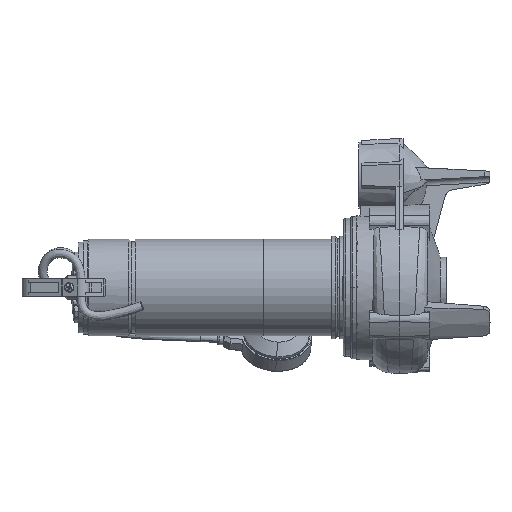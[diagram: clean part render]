
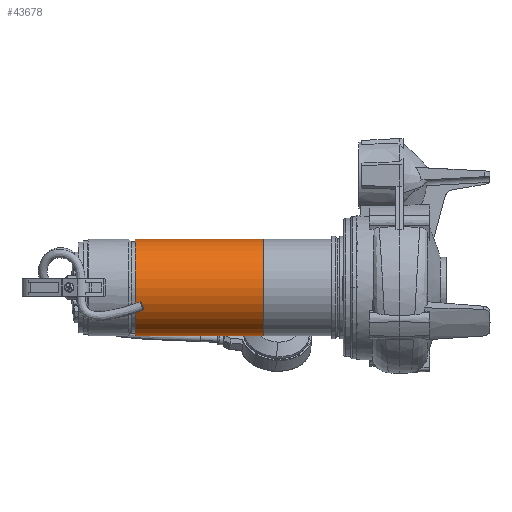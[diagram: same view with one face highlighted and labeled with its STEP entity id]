
A CAD part, left-side view. The second image highlights one B-rep face of the part: STEP entity #43678.
In plain terms, the highlighted cylindrical face has radius 56 mm (diameter 112 mm), a partial arc.
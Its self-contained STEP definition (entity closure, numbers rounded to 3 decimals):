
#92 = EDGE_CURVE ( 'NONE', #14723, #20945, #13665, .T. ) ;
#1543 = ORIENTED_EDGE ( 'NONE', *, *, #92, .T. ) ;
#2159 = AXIS2_PLACEMENT_3D ( 'NONE', #34681, #16341, #27691 ) ;
#3731 = CYLINDRICAL_SURFACE ( 'NONE', #18958, 56. ) ;
#6870 = FACE_OUTER_BOUND ( 'NONE', #39309, .T. ) ;
#8614 = LINE ( 'NONE', #45003, #25505 ) ;
#11985 = DIRECTION ( 'NONE',  ( 0., -1., 0. ) ) ;
#13665 = CIRCLE ( 'NONE', #2159, 56. ) ;
#14723 = VERTEX_POINT ( 'NONE', #44024 ) ;
#16341 = DIRECTION ( 'NONE',  ( 0., 1., 0. ) ) ;
#17549 = CARTESIAN_POINT ( 'NONE',  ( 0., 51., -56. ) ) ;
#18053 = EDGE_CURVE ( 'NONE', #22642, #14723, #8614, .T. ) ;
#18425 = CARTESIAN_POINT ( 'NONE',  ( 0., 150., 0. ) ) ;
#18958 = AXIS2_PLACEMENT_3D ( 'NONE', #18425, #36979, #39882 ) ;
#19284 = ORIENTED_EDGE ( 'NONE', *, *, #36064, .T. ) ;
#20526 = LINE ( 'NONE', #30908, #25994 ) ;
#20945 = VERTEX_POINT ( 'NONE', #17549 ) ;
#22642 = VERTEX_POINT ( 'NONE', #41324 ) ;
#22723 = AXIS2_PLACEMENT_3D ( 'NONE', #47017, #35678, #28219 ) ;
#25051 = ORIENTED_EDGE ( 'NONE', *, *, #28776, .F. ) ;
#25191 = ORIENTED_EDGE ( 'NONE', *, *, #18053, .T. ) ;
#25505 = VECTOR ( 'NONE', #11985, 1000. ) ;
#25994 = VECTOR ( 'NONE', #39330, 1000. ) ;
#27691 = DIRECTION ( 'NONE',  ( 0., 0., 1. ) ) ;
#28219 = DIRECTION ( 'NONE',  ( 0., 0., 1. ) ) ;
#28776 = EDGE_CURVE ( 'NONE', #43992, #20945, #20526, .T. ) ;
#30908 = CARTESIAN_POINT ( 'NONE',  ( 0., 150., -56. ) ) ;
#31196 = CIRCLE ( 'NONE', #22723, 56. ) ;
#34681 = CARTESIAN_POINT ( 'NONE',  ( 0., 51., 0. ) ) ;
#35678 = DIRECTION ( 'NONE',  ( 0., -1., 0. ) ) ;
#36064 = EDGE_CURVE ( 'NONE', #43992, #22642, #31196, .T. ) ;
#36979 = DIRECTION ( 'NONE',  ( 0., -1., 0. ) ) ;
#39309 = EDGE_LOOP ( 'NONE', ( #19284, #25191, #1543, #25051 ) ) ;
#39330 = DIRECTION ( 'NONE',  ( 0., -1., 0. ) ) ;
#39882 = DIRECTION ( 'NONE',  ( 0., 0., -1. ) ) ;
#41324 = CARTESIAN_POINT ( 'NONE',  ( 0., 200., 56. ) ) ;
#41531 = CARTESIAN_POINT ( 'NONE',  ( 0., 200., -56. ) ) ;
#43678 = ADVANCED_FACE ( 'NONE', ( #6870 ), #3731, .T. ) ;
#43992 = VERTEX_POINT ( 'NONE', #41531 ) ;
#44024 = CARTESIAN_POINT ( 'NONE',  ( 0., 51., 56. ) ) ;
#45003 = CARTESIAN_POINT ( 'NONE',  ( 0., 150., 56. ) ) ;
#47017 = CARTESIAN_POINT ( 'NONE',  ( 0., 200., 0. ) ) ;
